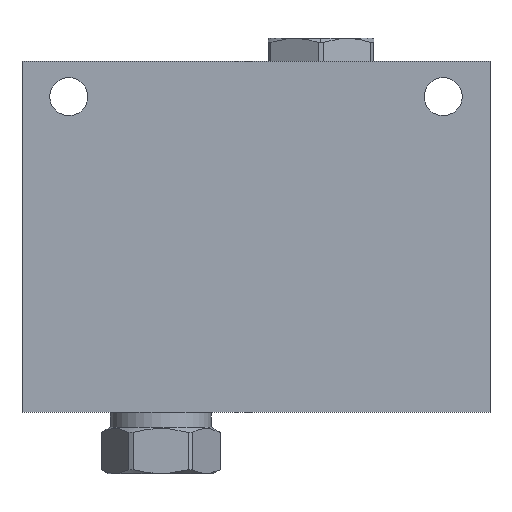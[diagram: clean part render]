
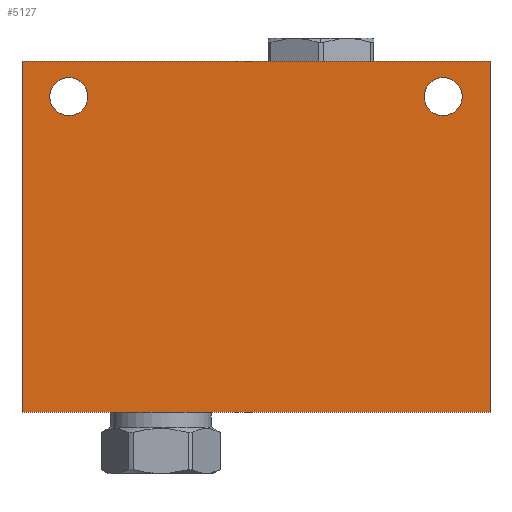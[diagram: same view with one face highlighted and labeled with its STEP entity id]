
A CAD part, front view. The second image highlights one B-rep face of the part: STEP entity #5127.
In plain terms, the highlighted planar face has unit normal (0, -1, 0).
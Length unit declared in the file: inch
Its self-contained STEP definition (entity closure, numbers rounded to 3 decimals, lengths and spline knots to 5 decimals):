
#5=DIRECTION('',(1.,0.,0.));
#6=VECTOR('',#5,5.);
#7=CARTESIAN_POINT('',(0.,-4.,0.));
#8=LINE('',#7,#6);
#105=DIRECTION('',(0.,0.,1.));
#106=VECTOR('',#105,3.75);
#107=CARTESIAN_POINT('',(5.,-4.,0.));
#108=LINE('',#107,#106);
#129=DIRECTION('',(0.,0.,1.));
#130=VECTOR('',#129,3.75);
#131=CARTESIAN_POINT('',(0.,-4.,0.));
#132=LINE('',#131,#130);
#133=CARTESIAN_POINT('',(4.5,-4.,3.375));
#134=DIRECTION('',(0.,1.,0.));
#135=DIRECTION('',(0.,0.,-1.));
#136=AXIS2_PLACEMENT_3D('',#133,#134,#135);
#138=CARTESIAN_POINT('',(4.5,-4.,3.375));
#139=DIRECTION('',(0.,1.,0.));
#140=DIRECTION('',(0.,0.,1.));
#141=AXIS2_PLACEMENT_3D('',#138,#139,#140);
#143=CARTESIAN_POINT('',(0.5,-4.,3.375));
#144=DIRECTION('',(0.,1.,0.));
#145=DIRECTION('',(0.,0.,-1.));
#146=AXIS2_PLACEMENT_3D('',#143,#144,#145);
#148=CARTESIAN_POINT('',(0.5,-4.,3.375));
#149=DIRECTION('',(0.,1.,0.));
#150=DIRECTION('',(0.,0.,1.));
#151=AXIS2_PLACEMENT_3D('',#148,#149,#150);
#165=DIRECTION('',(1.,0.,0.));
#166=VECTOR('',#165,5.);
#167=CARTESIAN_POINT('',(0.,-4.,3.75));
#168=LINE('',#167,#166);
#4401=CARTESIAN_POINT('',(0.,-4.,0.));
#4403=VERTEX_POINT('',#4401);
#4404=CARTESIAN_POINT('',(5.,-4.,0.));
#4405=VERTEX_POINT('',#4404);
#4409=CARTESIAN_POINT('',(0.,-4.,3.75));
#4411=VERTEX_POINT('',#4409);
#4412=CARTESIAN_POINT('',(5.,-4.,3.75));
#4413=VERTEX_POINT('',#4412);
#4776=CARTESIAN_POINT('',(4.5,-4.,3.172));
#4777=CARTESIAN_POINT('',(4.5,-4.,3.578));
#4778=VERTEX_POINT('',#4776);
#4779=VERTEX_POINT('',#4777);
#4784=CARTESIAN_POINT('',(0.5,-4.,3.172));
#4785=CARTESIAN_POINT('',(0.5,-4.,3.578));
#4786=VERTEX_POINT('',#4784);
#4787=VERTEX_POINT('',#4785);
#5103=CARTESIAN_POINT('',(0.,-4.,0.));
#5104=DIRECTION('',(0.,-1.,0.));
#5105=DIRECTION('',(1.,0.,0.));
#5106=AXIS2_PLACEMENT_3D('',#5103,#5104,#5105);
#5107=PLANE('',#5106);
#5108=ORIENTED_EDGE('',*,*,#4991,.F.);
#5109=ORIENTED_EDGE('',*,*,#5022,.T.);
#5111=ORIENTED_EDGE('',*,*,#5110,.T.);
#5112=ORIENTED_EDGE('',*,*,#5083,.F.);
#5113=EDGE_LOOP('',(#5108,#5109,#5111,#5112));
#5114=FACE_OUTER_BOUND('',#5113,.F.);
#5116=ORIENTED_EDGE('',*,*,#5115,.F.);
#5118=ORIENTED_EDGE('',*,*,#5117,.F.);
#5119=EDGE_LOOP('',(#5116,#5118));
#5120=FACE_BOUND('',#5119,.F.);
#5122=ORIENTED_EDGE('',*,*,#5121,.F.);
#5124=ORIENTED_EDGE('',*,*,#5123,.F.);
#5125=EDGE_LOOP('',(#5122,#5124));
#5126=FACE_BOUND('',#5125,.F.);
#5127=ADVANCED_FACE('',(#5114,#5120,#5126),#5107,.T.);
#137=CIRCLE('',#136,0.203);
#142=CIRCLE('',#141,0.203);
#147=CIRCLE('',#146,0.203);
#152=CIRCLE('',#151,0.203);
#4991=EDGE_CURVE('',#4403,#4405,#8,.T.);
#5022=EDGE_CURVE('',#4403,#4411,#132,.T.);
#5083=EDGE_CURVE('',#4405,#4413,#108,.T.);
#5110=EDGE_CURVE('',#4411,#4413,#168,.T.);
#5115=EDGE_CURVE('',#4778,#4779,#137,.T.);
#5117=EDGE_CURVE('',#4779,#4778,#142,.T.);
#5121=EDGE_CURVE('',#4786,#4787,#147,.T.);
#5123=EDGE_CURVE('',#4787,#4786,#152,.T.);
